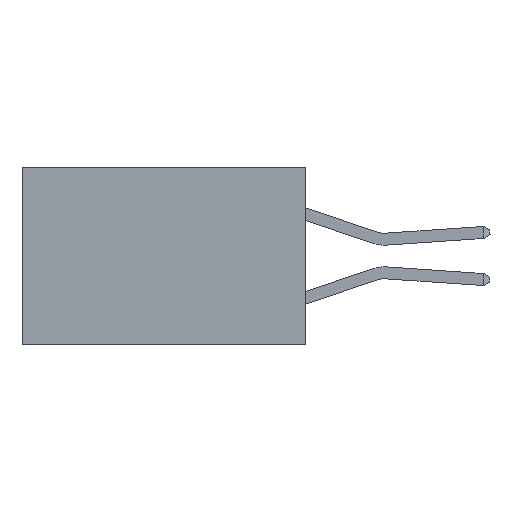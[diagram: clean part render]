
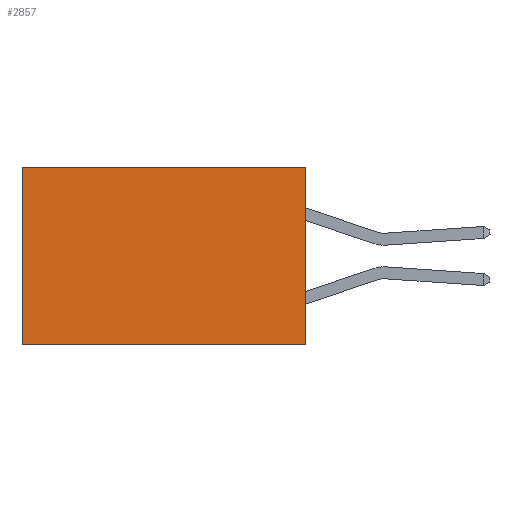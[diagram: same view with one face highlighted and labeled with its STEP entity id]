
A CAD part, left-side view. The second image highlights one B-rep face of the part: STEP entity #2857.
In plain terms, the highlighted planar face has unit normal (-1, 0, 0).
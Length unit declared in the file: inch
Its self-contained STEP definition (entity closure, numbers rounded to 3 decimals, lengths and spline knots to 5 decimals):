
#457 = CARTESIAN_POINT ( 'NONE',  ( 0.277, 0., -0.37 ) ) ;
#478 = CARTESIAN_POINT ( 'NONE',  ( 0.277, 0., -0.37 ) ) ;
#934 = DIRECTION ( 'NONE',  ( 0., 1., 0. ) ) ;
#2028 = EDGE_LOOP ( 'NONE', ( #6079, #10404, #11164, #14813 ) ) ;
#2063 = AXIS2_PLACEMENT_3D ( 'NONE', #478, #10536, #7082 ) ;
#2857 = ADVANCED_FACE ( 'NONE', ( #8018 ), #3246, .F. ) ;
#3134 = VECTOR ( 'NONE', #14358, 39.37008 ) ;
#3246 = PLANE ( 'NONE',  #2063 ) ;
#3815 = EDGE_CURVE ( 'NONE', #9647, #13665, #9600, .T. ) ;
#3915 = LINE ( 'NONE', #11725, #12686 ) ;
#3949 = CARTESIAN_POINT ( 'NONE',  ( 0.277, 0., 0. ) ) ;
#4408 = EDGE_CURVE ( 'NONE', #13665, #6567, #8999, .T. ) ;
#4826 = VECTOR ( 'NONE', #12339, 39.37008 ) ;
#5752 = DIRECTION ( 'NONE',  ( 0., 0., -1. ) ) ;
#5867 = VERTEX_POINT ( 'NONE', #7113 ) ;
#6079 = ORIENTED_EDGE ( 'NONE', *, *, #15137, .T. ) ;
#6567 = VERTEX_POINT ( 'NONE', #14868 ) ;
#7082 = DIRECTION ( 'NONE',  ( 0., 0., -1. ) ) ;
#7113 = CARTESIAN_POINT ( 'NONE',  ( 0.277, 0.59, 0. ) ) ;
#8018 = FACE_OUTER_BOUND ( 'NONE', #2028, .T. ) ;
#8999 = LINE ( 'NONE', #457, #11802 ) ;
#9600 = LINE ( 'NONE', #14388, #3134 ) ;
#9616 = EDGE_CURVE ( 'NONE', #9647, #5867, #13877, .T. ) ;
#9647 = VERTEX_POINT ( 'NONE', #3949 ) ;
#9978 = CARTESIAN_POINT ( 'NONE',  ( 0.277, 0., 0. ) ) ;
#10404 = ORIENTED_EDGE ( 'NONE', *, *, #4408, .F. ) ;
#10536 = DIRECTION ( 'NONE',  ( 1., 0., 0. ) ) ;
#11164 = ORIENTED_EDGE ( 'NONE', *, *, #3815, .F. ) ;
#11725 = CARTESIAN_POINT ( 'NONE',  ( 0.277, 0.59, -0.37 ) ) ;
#11802 = VECTOR ( 'NONE', #934, 39.37008 ) ;
#12116 = CARTESIAN_POINT ( 'NONE',  ( 0.277, 0., -0.37 ) ) ;
#12339 = DIRECTION ( 'NONE',  ( 0., 1., 0. ) ) ;
#12686 = VECTOR ( 'NONE', #5752, 39.37008 ) ;
#13665 = VERTEX_POINT ( 'NONE', #12116 ) ;
#13877 = LINE ( 'NONE', #9978, #4826 ) ;
#14358 = DIRECTION ( 'NONE',  ( 0., 0., -1. ) ) ;
#14388 = CARTESIAN_POINT ( 'NONE',  ( 0.277, 0., -0.37 ) ) ;
#14813 = ORIENTED_EDGE ( 'NONE', *, *, #9616, .T. ) ;
#14868 = CARTESIAN_POINT ( 'NONE',  ( 0.277, 0.59, -0.37 ) ) ;
#15137 = EDGE_CURVE ( 'NONE', #5867, #6567, #3915, .T. ) ;
